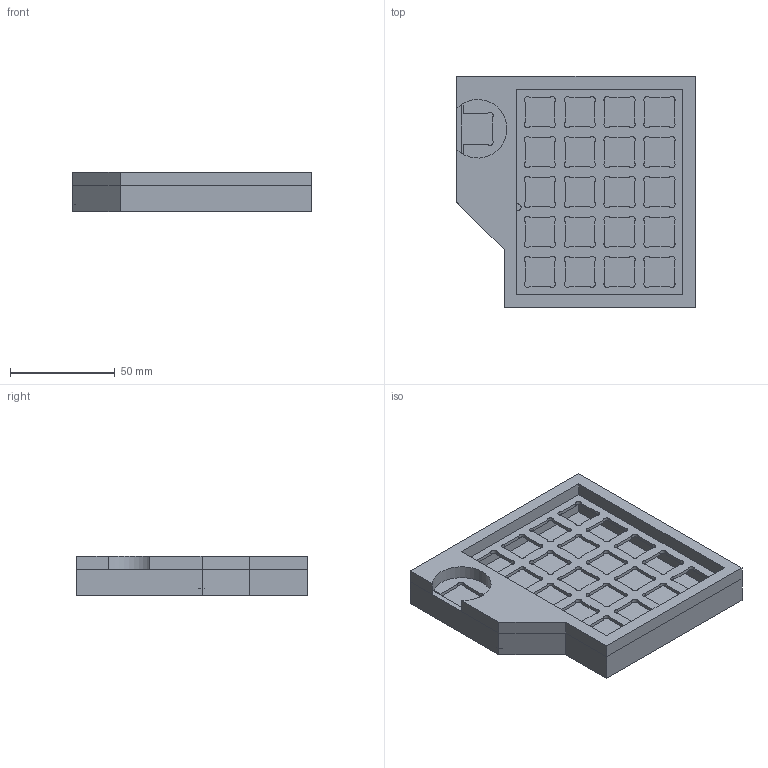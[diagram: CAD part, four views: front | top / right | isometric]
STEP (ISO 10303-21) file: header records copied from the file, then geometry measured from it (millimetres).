
FILE_DESCRIPTION(/* description */ (''),/* implementation_level */ '2;1');
FILE_NAME(/* name */ 'numpad_gesture.step',/* time_stamp */ '2020-05-09T11:48:32-07:00',/* author */ (''),/* organization */ (''),/* preprocessor_version */ 'ST-DEVELOPER v18.1',/* originating_system */ 'Autodesk Translation Framework v9.2.0.1227',/* authorisation */ '');
FILE_SCHEMA (('AUTOMOTIVE_DESIGN { 1 0 10303 214 3 1 1 }'));
Length unit declared in the file: millimetre
Products named in the file (4): numpad_slice; body; plate; top
Assembly tree (3 placements, depth 2):
  numpad_slice
    body
    plate
    top
Bounding box: 114 x 110.43 x 19.05 mm (x, y, z)
Volume: 75584.7 mm3; surface area: 60437.3 mm2
Topology: 3 solids, 3 shells, 250 faces, 730 edges, 491 vertices
Faces by surface type: plane 149, cylinder 101
Full cylindrical faces by diameter (mm): 3 x5, 4.394 x5, 4.9 x5
Entity records: 8584 total; most frequent: CARTESIAN_POINT 1478, DIRECTION 1471, ORIENTED_EDGE 1460, EDGE_CURVE 730, LINE 503, VECTOR 503, VERTEX_POINT 491, AXIS2_PLACEMENT_3D 484
